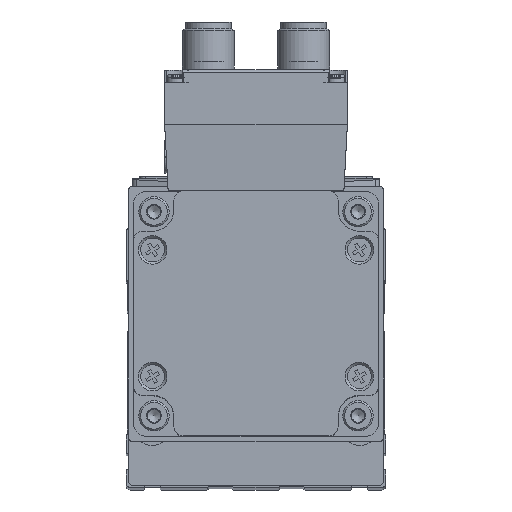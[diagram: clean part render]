
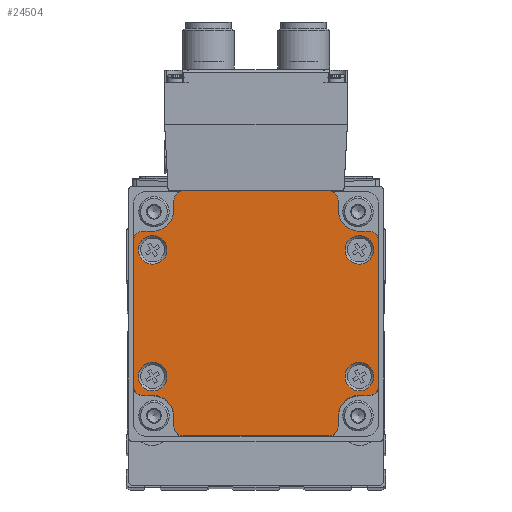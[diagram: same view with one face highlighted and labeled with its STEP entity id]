
A CAD part, top view. The second image highlights one B-rep face of the part: STEP entity #24504.
In plain terms, the highlighted face is planar.
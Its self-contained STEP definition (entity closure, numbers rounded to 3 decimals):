
#1755=LINE('',#46049,#3719);
#1756=LINE('',#46062,#3720);
#1757=LINE('',#46066,#3721);
#1758=LINE('',#46071,#3722);
#1759=LINE('',#46075,#3723);
#1760=LINE('',#46079,#3724);
#1761=LINE('',#46083,#3725);
#1762=LINE('',#46087,#3726);
#1763=LINE('',#46091,#3727);
#1764=LINE('',#46095,#3728);
#1765=LINE('',#46099,#3729);
#1766=LINE('',#46103,#3730);
#3719=VECTOR('',#37957,1000.);
#3720=VECTOR('',#37970,1000.);
#3721=VECTOR('',#37973,1000.);
#3722=VECTOR('',#37978,1000.);
#3723=VECTOR('',#37981,1000.);
#3724=VECTOR('',#37984,1000.);
#3725=VECTOR('',#37987,1000.);
#3726=VECTOR('',#37990,1000.);
#3727=VECTOR('',#37993,1000.);
#3728=VECTOR('',#37996,1000.);
#3729=VECTOR('',#37999,1000.);
#3730=VECTOR('',#38002,1000.);
#9605=ORIENTED_EDGE('',*,*,#14267,.T.);
#9606=ORIENTED_EDGE('',*,*,#14268,.T.);
#9607=ORIENTED_EDGE('',*,*,#14269,.T.);
#9608=ORIENTED_EDGE('',*,*,#14270,.T.);
#9609=ORIENTED_EDGE('',*,*,#14271,.F.);
#9610=ORIENTED_EDGE('',*,*,#14272,.F.);
#9611=ORIENTED_EDGE('',*,*,#14273,.T.);
#9612=ORIENTED_EDGE('',*,*,#14274,.F.);
#9613=ORIENTED_EDGE('',*,*,#14275,.F.);
#9614=ORIENTED_EDGE('',*,*,#14266,.F.);
#9615=ORIENTED_EDGE('',*,*,#14276,.F.);
#9616=ORIENTED_EDGE('',*,*,#14277,.F.);
#9617=ORIENTED_EDGE('',*,*,#14278,.T.);
#9618=ORIENTED_EDGE('',*,*,#14279,.F.);
#9619=ORIENTED_EDGE('',*,*,#14280,.F.);
#9620=ORIENTED_EDGE('',*,*,#14281,.F.);
#9621=ORIENTED_EDGE('',*,*,#14282,.F.);
#9622=ORIENTED_EDGE('',*,*,#14283,.F.);
#9623=ORIENTED_EDGE('',*,*,#14284,.T.);
#9624=ORIENTED_EDGE('',*,*,#14285,.F.);
#9625=ORIENTED_EDGE('',*,*,#14286,.F.);
#9626=ORIENTED_EDGE('',*,*,#14287,.F.);
#9627=ORIENTED_EDGE('',*,*,#14288,.F.);
#9628=ORIENTED_EDGE('',*,*,#14289,.F.);
#9629=ORIENTED_EDGE('',*,*,#14290,.T.);
#9630=ORIENTED_EDGE('',*,*,#14291,.F.);
#9631=ORIENTED_EDGE('',*,*,#14292,.F.);
#9632=ORIENTED_EDGE('',*,*,#14293,.F.);
#14266=EDGE_CURVE('',#17025,#17024,#1755,.T.);
#14267=EDGE_CURVE('',#17026,#17026,#18680,.T.);
#14268=EDGE_CURVE('',#17027,#17027,#18681,.T.);
#14269=EDGE_CURVE('',#17028,#17028,#18682,.T.);
#14270=EDGE_CURVE('',#17029,#17029,#18683,.T.);
#14271=EDGE_CURVE('',#17030,#17031,#18684,.T.);
#14272=EDGE_CURVE('',#17032,#17030,#1756,.T.);
#14273=EDGE_CURVE('',#17032,#17033,#18685,.T.);
#14274=EDGE_CURVE('',#17034,#17033,#1757,.T.);
#14275=EDGE_CURVE('',#17024,#17034,#18686,.T.);
#14276=EDGE_CURVE('',#17035,#17025,#18687,.T.);
#14277=EDGE_CURVE('',#17036,#17035,#1758,.T.);
#14278=EDGE_CURVE('',#17036,#17037,#18688,.T.);
#14279=EDGE_CURVE('',#17038,#17037,#1759,.T.);
#14280=EDGE_CURVE('',#17039,#17038,#18689,.T.);
#14281=EDGE_CURVE('',#17040,#17039,#1760,.T.);
#14282=EDGE_CURVE('',#17041,#17040,#18690,.T.);
#14283=EDGE_CURVE('',#17042,#17041,#1761,.T.);
#14284=EDGE_CURVE('',#17042,#17043,#18691,.T.);
#14285=EDGE_CURVE('',#17044,#17043,#1762,.T.);
#14286=EDGE_CURVE('',#17045,#17044,#18692,.T.);
#14287=EDGE_CURVE('',#17046,#17045,#1763,.T.);
#14288=EDGE_CURVE('',#17047,#17046,#18693,.T.);
#14289=EDGE_CURVE('',#17048,#17047,#1764,.T.);
#14290=EDGE_CURVE('',#17048,#17049,#18694,.T.);
#14291=EDGE_CURVE('',#17050,#17049,#1765,.T.);
#14292=EDGE_CURVE('',#17051,#17050,#18695,.T.);
#14293=EDGE_CURVE('',#17031,#17051,#1766,.T.);
#17024=VERTEX_POINT('',#46045);
#17025=VERTEX_POINT('',#46048);
#17026=VERTEX_POINT('',#46052);
#17027=VERTEX_POINT('',#46054);
#17028=VERTEX_POINT('',#46056);
#17029=VERTEX_POINT('',#46058);
#17030=VERTEX_POINT('',#46060);
#17031=VERTEX_POINT('',#46061);
#17032=VERTEX_POINT('',#46063);
#17033=VERTEX_POINT('',#46065);
#17034=VERTEX_POINT('',#46067);
#17035=VERTEX_POINT('',#46070);
#17036=VERTEX_POINT('',#46072);
#17037=VERTEX_POINT('',#46074);
#17038=VERTEX_POINT('',#46076);
#17039=VERTEX_POINT('',#46078);
#17040=VERTEX_POINT('',#46080);
#17041=VERTEX_POINT('',#46082);
#17042=VERTEX_POINT('',#46084);
#17043=VERTEX_POINT('',#46086);
#17044=VERTEX_POINT('',#46088);
#17045=VERTEX_POINT('',#46090);
#17046=VERTEX_POINT('',#46092);
#17047=VERTEX_POINT('',#46094);
#17048=VERTEX_POINT('',#46096);
#17049=VERTEX_POINT('',#46098);
#17050=VERTEX_POINT('',#46100);
#17051=VERTEX_POINT('',#46102);
#18680=CIRCLE('',#31935,3.3);
#18681=CIRCLE('',#31936,3.3);
#18682=CIRCLE('',#31937,3.3);
#18683=CIRCLE('',#31938,3.3);
#18684=CIRCLE('',#31939,2.15);
#18685=CIRCLE('',#31940,5.);
#18686=CIRCLE('',#31941,2.15);
#18687=CIRCLE('',#31942,2.15);
#18688=CIRCLE('',#31943,5.);
#18689=CIRCLE('',#31944,2.15);
#18690=CIRCLE('',#31945,2.15);
#18691=CIRCLE('',#31946,5.);
#18692=CIRCLE('',#31947,2.15);
#18693=CIRCLE('',#31948,2.15);
#18694=CIRCLE('',#31949,5.);
#18695=CIRCLE('',#31950,2.15);
#20365=EDGE_LOOP('',(#9605));
#20366=EDGE_LOOP('',(#9606));
#20367=EDGE_LOOP('',(#9607));
#20368=EDGE_LOOP('',(#9608));
#20369=EDGE_LOOP('',(#9609,#9610,#9611,#9612,#9613,#9614,#9615,#9616,#9617,
#9618,#9619,#9620,#9621,#9622,#9623,#9624,#9625,#9626,#9627,#9628,#9629,
#9630,#9631,#9632));
#22245=FACE_BOUND('',#20365,.T.);
#22246=FACE_BOUND('',#20366,.T.);
#22247=FACE_BOUND('',#20367,.T.);
#22248=FACE_BOUND('',#20368,.T.);
#22249=FACE_BOUND('',#20369,.T.);
#23291=PLANE('',#31934);
#24504=ADVANCED_FACE('',(#22245,#22246,#22247,#22248,#22249),#23291,.F.);
#31934=AXIS2_PLACEMENT_3D('',#46050,#37958,#37959);
#31935=AXIS2_PLACEMENT_3D('',#46051,#37960,#37961);
#31936=AXIS2_PLACEMENT_3D('',#46053,#37962,#37963);
#31937=AXIS2_PLACEMENT_3D('',#46055,#37964,#37965);
#31938=AXIS2_PLACEMENT_3D('',#46057,#37966,#37967);
#31939=AXIS2_PLACEMENT_3D('',#46059,#37968,#37969);
#31940=AXIS2_PLACEMENT_3D('',#46064,#37971,#37972);
#31941=AXIS2_PLACEMENT_3D('',#46068,#37974,#37975);
#31942=AXIS2_PLACEMENT_3D('',#46069,#37976,#37977);
#31943=AXIS2_PLACEMENT_3D('',#46073,#37979,#37980);
#31944=AXIS2_PLACEMENT_3D('',#46077,#37982,#37983);
#31945=AXIS2_PLACEMENT_3D('',#46081,#37985,#37986);
#31946=AXIS2_PLACEMENT_3D('',#46085,#37988,#37989);
#31947=AXIS2_PLACEMENT_3D('',#46089,#37991,#37992);
#31948=AXIS2_PLACEMENT_3D('',#46093,#37994,#37995);
#31949=AXIS2_PLACEMENT_3D('',#46097,#37997,#37998);
#31950=AXIS2_PLACEMENT_3D('',#46101,#38000,#38001);
#37957=DIRECTION('',(-1.,0.,0.));
#37958=DIRECTION('',(0.,0.,1.));
#37959=DIRECTION('',(1.,0.,0.));
#37960=DIRECTION('',(0.,0.,1.));
#37961=DIRECTION('',(1.,0.,0.));
#37962=DIRECTION('',(0.,0.,1.));
#37963=DIRECTION('',(1.,0.,0.));
#37964=DIRECTION('',(0.,0.,1.));
#37965=DIRECTION('',(1.,0.,0.));
#37966=DIRECTION('',(0.,0.,1.));
#37967=DIRECTION('',(1.,0.,0.));
#37968=DIRECTION('',(0.,0.,1.));
#37969=DIRECTION('',(1.,0.,0.));
#37970=DIRECTION('',(-1.,0.,0.));
#37971=DIRECTION('',(0.,0.,1.));
#37972=DIRECTION('',(1.,0.,0.));
#37973=DIRECTION('',(0.,-1.,0.));
#37974=DIRECTION('',(0.,0.,1.));
#37975=DIRECTION('',(1.,0.,0.));
#37976=DIRECTION('',(0.,0.,1.));
#37977=DIRECTION('',(1.,0.,0.));
#37978=DIRECTION('',(0.,1.,0.));
#37979=DIRECTION('',(0.,0.,1.));
#37980=DIRECTION('',(1.,0.,0.));
#37981=DIRECTION('',(-1.,0.,0.));
#37982=DIRECTION('',(0.,0.,1.));
#37983=DIRECTION('',(1.,0.,0.));
#37984=DIRECTION('',(0.,1.,0.));
#37985=DIRECTION('',(0.,0.,1.));
#37986=DIRECTION('',(1.,0.,0.));
#37987=DIRECTION('',(1.,0.,0.));
#37988=DIRECTION('',(0.,0.,1.));
#37989=DIRECTION('',(1.,0.,0.));
#37990=DIRECTION('',(0.,1.,0.));
#37991=DIRECTION('',(0.,0.,1.));
#37992=DIRECTION('',(1.,0.,0.));
#37993=DIRECTION('',(1.,0.,0.));
#37994=DIRECTION('',(0.,0.,1.));
#37995=DIRECTION('',(1.,0.,0.));
#37996=DIRECTION('',(0.,-1.,0.));
#37997=DIRECTION('',(0.,0.,1.));
#37998=DIRECTION('',(1.,0.,0.));
#37999=DIRECTION('',(1.,0.,0.));
#38000=DIRECTION('',(0.,0.,1.));
#38001=DIRECTION('',(1.,0.,0.));
#38002=DIRECTION('',(0.,-1.,0.));
#46045=CARTESIAN_POINT('',(-16.8,28.3,-73.5));
#46048=CARTESIAN_POINT('',(16.8,28.3,-73.5));
#46049=CARTESIAN_POINT('',(25.3,28.3,-73.5));
#46050=CARTESIAN_POINT('',(-25.3,25.3,-73.5));
#46051=CARTESIAN_POINT('',(23.874,14.63,-73.5));
#46052=CARTESIAN_POINT('',(27.174,14.63,-73.5));
#46053=CARTESIAN_POINT('',(-23.874,14.63,-73.5));
#46054=CARTESIAN_POINT('',(-20.574,14.63,-73.5));
#46055=CARTESIAN_POINT('',(-23.874,-14.63,-73.5));
#46056=CARTESIAN_POINT('',(-20.574,-14.63,-73.5));
#46057=CARTESIAN_POINT('',(23.874,-14.63,-73.5));
#46058=CARTESIAN_POINT('',(27.174,-14.63,-73.5));
#46059=CARTESIAN_POINT('',(-26.15,16.8,-73.5));
#46060=CARTESIAN_POINT('',(-26.15,18.95,-73.5));
#46061=CARTESIAN_POINT('',(-28.3,16.8,-73.5));
#46062=CARTESIAN_POINT('',(-23.95,18.95,-73.5));
#46063=CARTESIAN_POINT('',(-23.95,18.95,-73.5));
#46064=CARTESIAN_POINT('',(-23.95,23.95,-73.5));
#46065=CARTESIAN_POINT('',(-18.95,23.95,-73.5));
#46066=CARTESIAN_POINT('',(-18.95,26.15,-73.5));
#46067=CARTESIAN_POINT('',(-18.95,26.15,-73.5));
#46068=CARTESIAN_POINT('',(-16.8,26.15,-73.5));
#46069=CARTESIAN_POINT('',(16.8,26.15,-73.5));
#46070=CARTESIAN_POINT('',(18.95,26.15,-73.5));
#46071=CARTESIAN_POINT('',(18.95,23.95,-73.5));
#46072=CARTESIAN_POINT('',(18.95,23.95,-73.5));
#46073=CARTESIAN_POINT('',(23.95,23.95,-73.5));
#46074=CARTESIAN_POINT('',(23.95,18.95,-73.5));
#46075=CARTESIAN_POINT('',(26.15,18.95,-73.5));
#46076=CARTESIAN_POINT('',(26.15,18.95,-73.5));
#46077=CARTESIAN_POINT('',(26.15,16.8,-73.5));
#46078=CARTESIAN_POINT('',(28.3,16.8,-73.5));
#46079=CARTESIAN_POINT('',(28.3,-25.3,-73.5));
#46080=CARTESIAN_POINT('',(28.3,-16.8,-73.5));
#46081=CARTESIAN_POINT('',(26.15,-16.8,-73.5));
#46082=CARTESIAN_POINT('',(26.15,-18.95,-73.5));
#46083=CARTESIAN_POINT('',(23.95,-18.95,-73.5));
#46084=CARTESIAN_POINT('',(23.95,-18.95,-73.5));
#46085=CARTESIAN_POINT('',(23.95,-23.95,-73.5));
#46086=CARTESIAN_POINT('',(18.95,-23.95,-73.5));
#46087=CARTESIAN_POINT('',(18.95,-26.15,-73.5));
#46088=CARTESIAN_POINT('',(18.95,-26.15,-73.5));
#46089=CARTESIAN_POINT('',(16.8,-26.15,-73.5));
#46090=CARTESIAN_POINT('',(16.8,-28.3,-73.5));
#46091=CARTESIAN_POINT('',(-25.3,-28.3,-73.5));
#46092=CARTESIAN_POINT('',(-16.8,-28.3,-73.5));
#46093=CARTESIAN_POINT('',(-16.8,-26.15,-73.5));
#46094=CARTESIAN_POINT('',(-18.95,-26.15,-73.5));
#46095=CARTESIAN_POINT('',(-18.95,-23.95,-73.5));
#46096=CARTESIAN_POINT('',(-18.95,-23.95,-73.5));
#46097=CARTESIAN_POINT('',(-23.95,-23.95,-73.5));
#46098=CARTESIAN_POINT('',(-23.95,-18.95,-73.5));
#46099=CARTESIAN_POINT('',(-26.15,-18.95,-73.5));
#46100=CARTESIAN_POINT('',(-26.15,-18.95,-73.5));
#46101=CARTESIAN_POINT('',(-26.15,-16.8,-73.5));
#46102=CARTESIAN_POINT('',(-28.3,-16.8,-73.5));
#46103=CARTESIAN_POINT('',(-28.3,25.3,-73.5));
